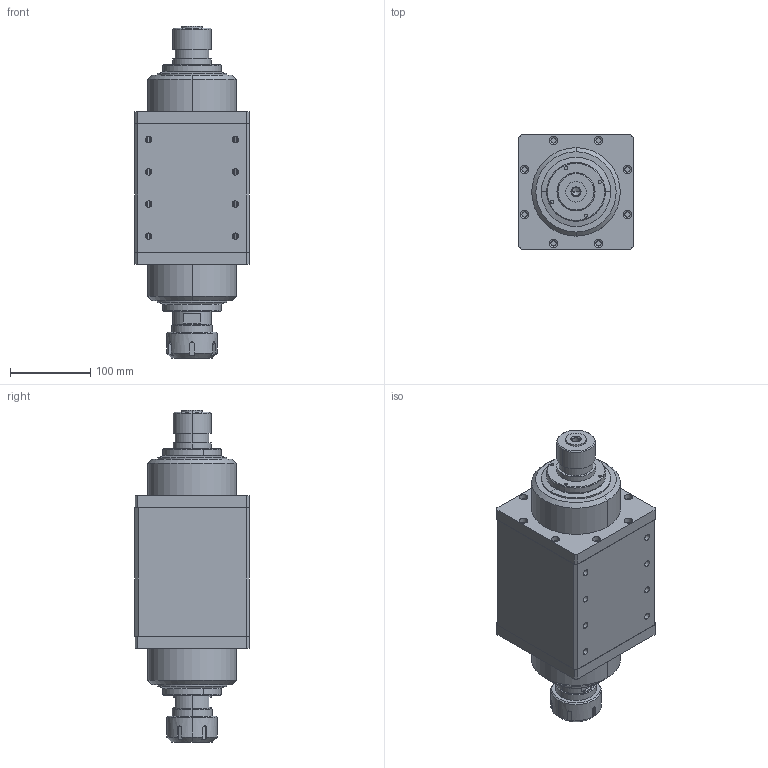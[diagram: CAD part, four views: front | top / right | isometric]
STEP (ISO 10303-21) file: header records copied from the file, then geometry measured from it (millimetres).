
FILE_DESCRIPTION (( 'STEP AP214' ), '1' );
FILE_NAME ('GDF71-12Z-9.0S-4P.STEP', '2021-04-27T01:22:07', ( '萇齟' ), ( '' ), 'SwSTEP 2.0', 'SolidWorks 2018', '' );
FILE_SCHEMA (( 'AUTOMOTIVE_DESIGN' ));
Length unit declared in the file: millimetre
Products named in the file (9): GDF71-12Z-9.0S-4P儂裔; GDF71-18Z-95.5S-4P蹟恇粣芛; GDF71-12Z-9.0S-4P儂褲; ER40蹟簽; ER40 粟俶芠標; GDF71-18Z-95.5S-4PER40粣芛; GDF71-12Z-9.0S-4P前螺母; GDF71-12Z-9.0S-4P; GDF71-12Z-9.0S-4P前倂帽
Assembly tree (11 placements, depth 2):
  GDF71-12Z-9.0S-4P
    GDF71-12Z-9.0S-4P儂褲
    GDF71-12Z-9.0S-4P儂裔  x2
    GDF71-12Z-9.0S-4P前倂帽  x2
    GDF71-12Z-9.0S-4P前螺母  x2
    GDF71-18Z-95.5S-4PER40粣芛
    GDF71-18Z-95.5S-4P蹟恇粣芛
    ER40 粟俶芠標
    ER40蹟簽
Bounding box: 142.5 x 142.25 x 413.03 mm (x, y, z)
Volume: 2526602.2 mm3; surface area: 482347.7 mm2
Topology: 11 solids, 11 shells, 442 faces, 1107 edges, 705 vertices
Faces by surface type: cylinder 195, plane 177, cone 70
Entity records: 11503 total; most frequent: CARTESIAN_POINT 2106, DIRECTION 1967, ORIENTED_EDGE 1822, EDGE_CURVE 911, AXIS2_PLACEMENT_3D 708, VERTEX_POINT 589, LINE 551, VECTOR 551
